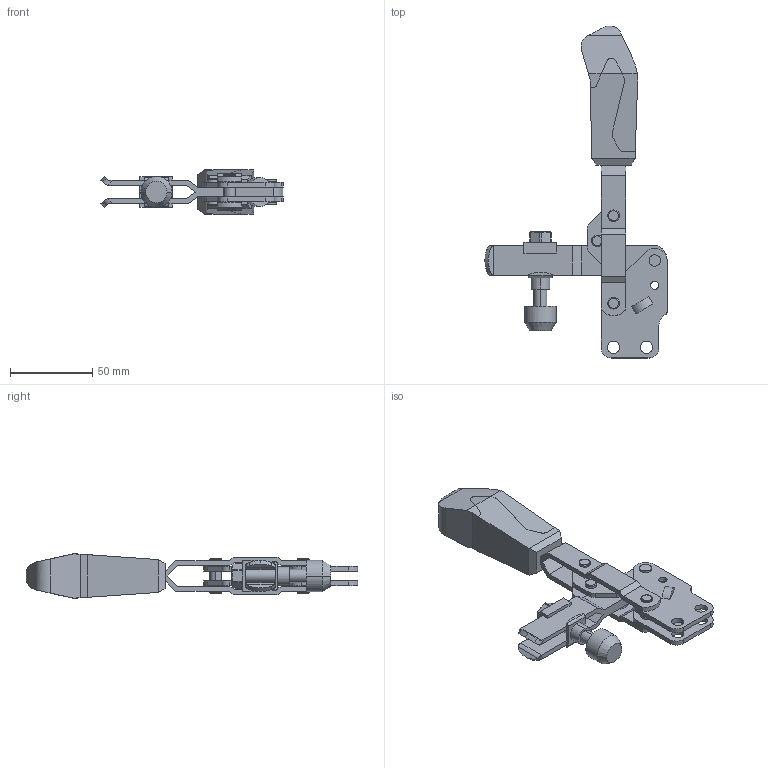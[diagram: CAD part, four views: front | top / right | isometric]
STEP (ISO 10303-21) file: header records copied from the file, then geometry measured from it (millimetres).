
FILE_DESCRIPTION (( 'STEP AP214' ), '1' );
FILE_NAME ('EH 23330.0014.STEP', '2019-10-25T06:12:29', ( '' ), ( '' ), 'SwSTEP 2.0', 'SolidWorks 2019', '' );
FILE_SCHEMA (( 'AUTOMOTIVE_DESIGN' ));
Length unit declared in the file: millimetre
Products named in the file (8): _146241.stp; _90233-1.stp; _90035-6_0.stp; _140962.stp; _557233.stp; _90035-3_0.stp; _90033-2.stp; EH 23330.0014
Assembly tree (7 placements, depth 2):
  EH 23330.0014
    _90233-1.stp
    _90033-2.stp
    _140962.stp
    _146241.stp
    _90035-3_0.stp
    _90035-6_0.stp
    _557233.stp
Bounding box: 110.74 x 201.75 x 27.1 mm (x, y, z)
Volume: 97243.7 mm3; surface area: 43620.3 mm2
Topology: 7 solids, 8 shells, 352 faces, 893 edges, 585 vertices
Faces by surface type: plane 165, cylinder 151, cone 20, torus 16
Entity records: 11664 total; most frequent: CARTESIAN_POINT 2273, DIRECTION 1866, ORIENTED_EDGE 1786, EDGE_CURVE 893, AXIS2_PLACEMENT_3D 677, VERTEX_POINT 585, LINE 512, VECTOR 512
